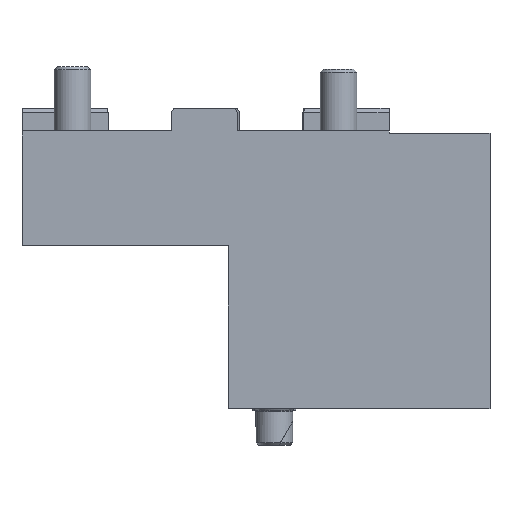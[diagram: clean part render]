
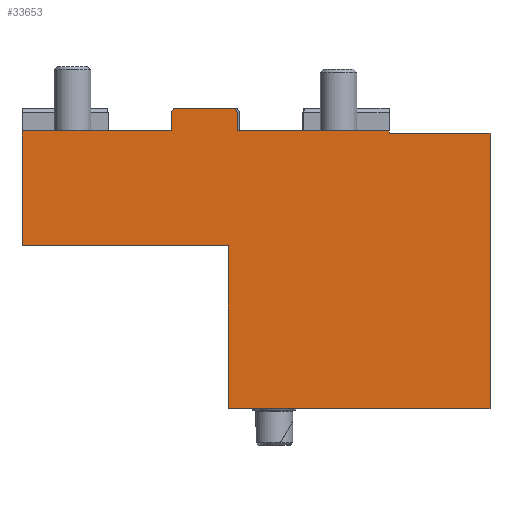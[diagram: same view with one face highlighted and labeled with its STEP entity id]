
A CAD part, front view. The second image highlights one B-rep face of the part: STEP entity #33653.
In plain terms, the highlighted planar face has unit normal (0, 1, 0).
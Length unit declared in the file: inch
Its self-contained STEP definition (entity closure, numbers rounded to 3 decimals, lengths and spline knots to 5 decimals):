
#624 = CARTESIAN_POINT ( 'NONE',  ( 1.5748, -1.47638, 0. ) ) ;
#1102 = LINE ( 'NONE', #29063, #23943 ) ;
#1370 = VERTEX_POINT ( 'NONE', #6123 ) ;
#1687 = DIRECTION ( 'NONE',  ( 0., 0., 1. ) ) ;
#2001 = VECTOR ( 'NONE', #15111, 39.37008 ) ;
#2224 = VERTEX_POINT ( 'NONE', #624 ) ;
#3164 = VECTOR ( 'NONE', #6966, 39.37008 ) ;
#3284 = ORIENTED_EDGE ( 'NONE', *, *, #33877, .T. ) ;
#3955 = EDGE_CURVE ( 'NONE', #17448, #1370, #1102, .T. ) ;
#4371 = EDGE_CURVE ( 'NONE', #2224, #31005, #26657, .T. ) ;
#4519 = CARTESIAN_POINT ( 'NONE',  ( 0.19685, -1.47638, 0. ) ) ;
#4555 = LINE ( 'NONE', #12426, #10891 ) ;
#4633 = ORIENTED_EDGE ( 'NONE', *, *, #12268, .T. ) ;
#5006 = LINE ( 'NONE', #13592, #27402 ) ;
#5151 = CARTESIAN_POINT ( 'NONE',  ( 1.5748, -1.47638, 0. ) ) ;
#5272 = VECTOR ( 'NONE', #34626, 39.37008 ) ;
#5484 = DIRECTION ( 'NONE',  ( 0., 1., 0. ) ) ;
#5536 = DIRECTION ( 'NONE',  ( -1., 0., 0. ) ) ;
#5627 = EDGE_CURVE ( 'NONE', #15032, #30495, #30075, .T. ) ;
#5878 = EDGE_LOOP ( 'NONE', ( #15107, #6835, #20972, #14480, #27646, #26284, #23890, #28451, #11899, #3284, #6575, #30253, #4633, #10616 ) ) ;
#5901 = CARTESIAN_POINT ( 'NONE',  ( 0., -1.47638, 0. ) ) ;
#6006 = VERTEX_POINT ( 'NONE', #12245 ) ;
#6123 = CARTESIAN_POINT ( 'NONE',  ( -1.5748, -1.47638, 0. ) ) ;
#6575 = ORIENTED_EDGE ( 'NONE', *, *, #13161, .T. ) ;
#6769 = VERTEX_POINT ( 'NONE', #15786 ) ;
#6835 = ORIENTED_EDGE ( 'NONE', *, *, #22741, .T. ) ;
#6966 = DIRECTION ( 'NONE',  ( 1., 0., 0. ) ) ;
#7823 = CARTESIAN_POINT ( 'NONE',  ( 2.44094, -1.47638, -2.38189 ) ) ;
#8698 = EDGE_CURVE ( 'NONE', #9627, #20383, #8912, .T. ) ;
#8912 = LINE ( 'NONE', #30974, #28781 ) ;
#9627 = VERTEX_POINT ( 'NONE', #34625 ) ;
#9660 = VERTEX_POINT ( 'NONE', #29804 ) ;
#10363 = DIRECTION ( 'NONE',  ( 0., 0., -1. ) ) ;
#10616 = ORIENTED_EDGE ( 'NONE', *, *, #30033, .T. ) ;
#10860 = CARTESIAN_POINT ( 'NONE',  ( 0., -1.47638, 0. ) ) ;
#10891 = VECTOR ( 'NONE', #1687, 39.37008 ) ;
#11002 = EDGE_CURVE ( 'NONE', #20383, #9660, #5006, .T. ) ;
#11752 = DIRECTION ( 'NONE',  ( 0.5, 0., 0.866 ) ) ;
#11899 = ORIENTED_EDGE ( 'NONE', *, *, #11002, .T. ) ;
#12245 = CARTESIAN_POINT ( 'NONE',  ( -0.29508, -1.47638, 0.15748 ) ) ;
#12268 = EDGE_CURVE ( 'NONE', #1370, #28074, #20045, .T. ) ;
#12426 = CARTESIAN_POINT ( 'NONE',  ( -0.29508, -1.47638, 0. ) ) ;
#12594 = CARTESIAN_POINT ( 'NONE',  ( 0., -1.47638, -0.98425 ) ) ;
#12854 = EDGE_CURVE ( 'NONE', #35234, #2224, #35052, .T. ) ;
#13013 = PLANE ( 'NONE',  #31607 ) ;
#13161 = EDGE_CURVE ( 'NONE', #6769, #17448, #24207, .T. ) ;
#13395 = DIRECTION ( 'NONE',  ( 0., 0., -1. ) ) ;
#13564 = EDGE_CURVE ( 'NONE', #30495, #35234, #24686, .T. ) ;
#13592 = CARTESIAN_POINT ( 'NONE',  ( 0., -1.47638, -2.38189 ) ) ;
#14096 = CARTESIAN_POINT ( 'NONE',  ( -0.27235, -1.47638, 0.19685 ) ) ;
#14480 = ORIENTED_EDGE ( 'NONE', *, *, #13564, .T. ) ;
#14597 = CARTESIAN_POINT ( 'NONE',  ( 0., -1.47638, 0.19685 ) ) ;
#15032 = VERTEX_POINT ( 'NONE', #15152 ) ;
#15107 = ORIENTED_EDGE ( 'NONE', *, *, #29514, .T. ) ;
#15111 = DIRECTION ( 'NONE',  ( -1., 0., 0. ) ) ;
#15152 = CARTESIAN_POINT ( 'NONE',  ( 0.25286, -1.47638, 0.19685 ) ) ;
#15403 = DIRECTION ( 'NONE',  ( 1., 0., 0. ) ) ;
#15786 = CARTESIAN_POINT ( 'NONE',  ( 0.19685, -1.47638, -0.98425 ) ) ;
#16100 = CARTESIAN_POINT ( 'NONE',  ( 0.27559, -1.47638, 0. ) ) ;
#17448 = VERTEX_POINT ( 'NONE', #21123 ) ;
#17476 = LINE ( 'NONE', #14597, #21637 ) ;
#18092 = VECTOR ( 'NONE', #35213, 39.37008 ) ;
#19965 = VERTEX_POINT ( 'NONE', #14096 ) ;
#20045 = LINE ( 'NONE', #5901, #3164 ) ;
#20383 = VERTEX_POINT ( 'NONE', #7823 ) ;
#20446 = DIRECTION ( 'NONE',  ( 0., 0., 1. ) ) ;
#20521 = DIRECTION ( 'NONE',  ( 1., 0., 0. ) ) ;
#20662 = CARTESIAN_POINT ( 'NONE',  ( 0.27559, -1.47638, 0.15748 ) ) ;
#20794 = CARTESIAN_POINT ( 'NONE',  ( 0., -1.47638, -0.01969 ) ) ;
#20972 = ORIENTED_EDGE ( 'NONE', *, *, #5627, .T. ) ;
#21123 = CARTESIAN_POINT ( 'NONE',  ( -1.5748, -1.47638, -0.98425 ) ) ;
#21637 = VECTOR ( 'NONE', #20521, 39.37008 ) ;
#22343 = DIRECTION ( 'NONE',  ( 0.5, 0., -0.866 ) ) ;
#22741 = EDGE_CURVE ( 'NONE', #19965, #15032, #17476, .T. ) ;
#23890 = ORIENTED_EDGE ( 'NONE', *, *, #33208, .T. ) ;
#23943 = VECTOR ( 'NONE', #20446, 39.37008 ) ;
#23969 = VECTOR ( 'NONE', #10363, 39.37008 ) ;
#24207 = LINE ( 'NONE', #12594, #2001 ) ;
#24474 = CARTESIAN_POINT ( 'NONE',  ( 1.5748, -1.47638, -0.01969 ) ) ;
#24635 = CARTESIAN_POINT ( 'NONE',  ( 0., -1.47638, 0. ) ) ;
#24686 = LINE ( 'NONE', #16100, #26070 ) ;
#24798 = CARTESIAN_POINT ( 'NONE',  ( 0.27559, -1.47638, 0. ) ) ;
#25154 = VECTOR ( 'NONE', #22343, 39.37008 ) ;
#25390 = CARTESIAN_POINT ( 'NONE',  ( -0.28371, -1.47638, 0.17717 ) ) ;
#26070 = VECTOR ( 'NONE', #13395, 39.37008 ) ;
#26284 = ORIENTED_EDGE ( 'NONE', *, *, #4371, .T. ) ;
#26657 = LINE ( 'NONE', #5151, #23969 ) ;
#26817 = DIRECTION ( 'NONE',  ( 0., 0., 1. ) ) ;
#27402 = VECTOR ( 'NONE', #5536, 39.37008 ) ;
#27646 = ORIENTED_EDGE ( 'NONE', *, *, #12854, .T. ) ;
#27723 = LINE ( 'NONE', #25390, #29209 ) ;
#28074 = VERTEX_POINT ( 'NONE', #31438 ) ;
#28281 = DIRECTION ( 'NONE',  ( 0., 0., -1. ) ) ;
#28451 = ORIENTED_EDGE ( 'NONE', *, *, #8698, .T. ) ;
#28725 = VECTOR ( 'NONE', #15403, 39.37008 ) ;
#28781 = VECTOR ( 'NONE', #28281, 39.37008 ) ;
#29063 = CARTESIAN_POINT ( 'NONE',  ( -1.5748, -1.47638, 0. ) ) ;
#29096 = LINE ( 'NONE', #4519, #5272 ) ;
#29209 = VECTOR ( 'NONE', #11752, 39.37008 ) ;
#29514 = EDGE_CURVE ( 'NONE', #6006, #19965, #27723, .T. ) ;
#29527 = FACE_OUTER_BOUND ( 'NONE', #5878, .T. ) ;
#29804 = CARTESIAN_POINT ( 'NONE',  ( 0.19685, -1.47638, -2.38189 ) ) ;
#30033 = EDGE_CURVE ( 'NONE', #28074, #6006, #4555, .T. ) ;
#30075 = LINE ( 'NONE', #30767, #25154 ) ;
#30253 = ORIENTED_EDGE ( 'NONE', *, *, #3955, .T. ) ;
#30495 = VERTEX_POINT ( 'NONE', #20662 ) ;
#30767 = CARTESIAN_POINT ( 'NONE',  ( 0.26423, -1.47638, 0.17717 ) ) ;
#30974 = CARTESIAN_POINT ( 'NONE',  ( 2.44094, -1.47638, 0. ) ) ;
#31005 = VERTEX_POINT ( 'NONE', #24474 ) ;
#31365 = LINE ( 'NONE', #20794, #28725 ) ;
#31438 = CARTESIAN_POINT ( 'NONE',  ( -0.29508, -1.47638, 0. ) ) ;
#31607 = AXIS2_PLACEMENT_3D ( 'NONE', #10860, #5484, #26817 ) ;
#33208 = EDGE_CURVE ( 'NONE', #31005, #9627, #31365, .T. ) ;
#33653 = ADVANCED_FACE ( 'NONE', ( #29527 ), #13013, .T. ) ;
#33877 = EDGE_CURVE ( 'NONE', #9660, #6769, #29096, .T. ) ;
#34625 = CARTESIAN_POINT ( 'NONE',  ( 2.44094, -1.47638, -0.01969 ) ) ;
#34626 = DIRECTION ( 'NONE',  ( 0., 0., 1. ) ) ;
#35052 = LINE ( 'NONE', #24635, #18092 ) ;
#35213 = DIRECTION ( 'NONE',  ( 1., 0., 0. ) ) ;
#35234 = VERTEX_POINT ( 'NONE', #24798 ) ;
